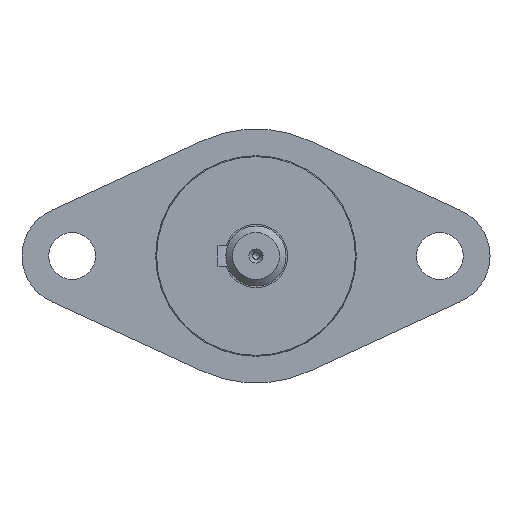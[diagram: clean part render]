
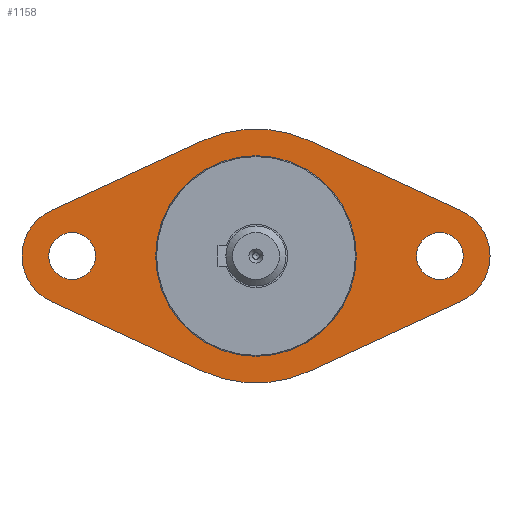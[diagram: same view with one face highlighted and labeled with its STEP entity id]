
A CAD part, left-side view. The second image highlights one B-rep face of the part: STEP entity #1158.
In plain terms, the highlighted planar face has unit normal (-1, 0, 0).
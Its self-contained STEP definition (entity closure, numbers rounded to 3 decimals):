
#747=CARTESIAN_POINT('',(-91.9,-27.5,-3.5));
#748=VERTEX_POINT('',#747);
#749=CARTESIAN_POINT('',(-91.9,-27.5,0.));
#750=DIRECTION('',(1.0,0.0,0.0));
#751=DIRECTION('',(0.0,0.0,1.0));
#752=AXIS2_PLACEMENT_3D('',#749,#750,#751);
#753=CIRCLE('',#752,3.5);
#754=EDGE_CURVE('',#748,#748,#753,.T.);
#775=CARTESIAN_POINT('',(-91.9,27.5,-3.5));
#776=VERTEX_POINT('',#775);
#777=CARTESIAN_POINT('',(-91.9,27.5,0.));
#778=DIRECTION('',(1.0,0.0,0.0));
#779=DIRECTION('',(0.0,0.0,1.0));
#780=AXIS2_PLACEMENT_3D('',#777,#778,#779);
#781=CIRCLE('',#780,3.5);
#782=EDGE_CURVE('',#776,#776,#781,.T.);
#814=CARTESIAN_POINT('',(-91.9,-30.636,6.813));
#815=VERTEX_POINT('',#814);
#822=CARTESIAN_POINT('',(-91.9,-30.636,-6.813));
#823=VERTEX_POINT('',#822);
#824=CARTESIAN_POINT('',(-91.9,-27.5,0.));
#825=DIRECTION('',(-1.0,0.,0.));
#826=DIRECTION('',(0.,-0.418,0.908));
#827=AXIS2_PLACEMENT_3D('',#824,#825,#826);
#828=CIRCLE('',#827,7.5);
#829=EDGE_CURVE('',#823,#815,#828,.T.);
#854=CARTESIAN_POINT('',(-91.9,-7.945,-17.259));
#855=VERTEX_POINT('',#854);
#856=CARTESIAN_POINT('',(-91.9,-7.945,-17.259));
#857=DIRECTION('',(0.0,-0.908,0.418));
#858=VECTOR('',#857,24.98);
#859=LINE('',#856,#858);
#860=EDGE_CURVE('',#855,#823,#859,.T.);
#886=CARTESIAN_POINT('',(-91.9,7.945,-17.259));
#887=VERTEX_POINT('',#886);
#888=CARTESIAN_POINT('',(-91.9,0.,0.));
#889=DIRECTION('',(-1.,0.,0.));
#890=DIRECTION('',(0.,-0.418,-0.908));
#891=AXIS2_PLACEMENT_3D('',#888,#889,#890);
#892=CIRCLE('',#891,19.);
#893=EDGE_CURVE('',#887,#855,#892,.T.);
#918=CARTESIAN_POINT('',(-91.9,30.636,-6.813));
#919=VERTEX_POINT('',#918);
#920=CARTESIAN_POINT('',(-91.9,30.636,-6.813));
#921=DIRECTION('',(0.,-0.908,-0.418));
#922=VECTOR('',#921,24.98);
#923=LINE('',#920,#922);
#924=EDGE_CURVE('',#919,#887,#923,.T.);
#950=CARTESIAN_POINT('',(-91.9,30.636,6.813));
#951=VERTEX_POINT('',#950);
#952=CARTESIAN_POINT('',(-91.9,27.5,0.));
#953=DIRECTION('',(-1.0,0.,0.));
#954=DIRECTION('',(0.,0.418,-0.908));
#955=AXIS2_PLACEMENT_3D('',#952,#953,#954);
#956=CIRCLE('',#955,7.5);
#957=EDGE_CURVE('',#951,#919,#956,.T.);
#982=CARTESIAN_POINT('',(-91.9,7.945,17.259));
#983=VERTEX_POINT('',#982);
#984=CARTESIAN_POINT('',(-91.9,7.945,17.259));
#985=DIRECTION('',(0.,0.908,-0.418));
#986=VECTOR('',#985,24.98);
#987=LINE('',#984,#986);
#988=EDGE_CURVE('',#983,#951,#987,.T.);
#1014=CARTESIAN_POINT('',(-91.9,-7.945,17.259));
#1015=VERTEX_POINT('',#1014);
#1016=CARTESIAN_POINT('',(-91.9,0.,0.));
#1017=DIRECTION('',(-1.,0.,0.));
#1018=DIRECTION('',(0.,0.418,0.908));
#1019=AXIS2_PLACEMENT_3D('',#1016,#1017,#1018);
#1020=CIRCLE('',#1019,19.);
#1021=EDGE_CURVE('',#1015,#983,#1020,.T.);
#1044=CARTESIAN_POINT('',(-91.9,-30.636,6.813));
#1045=DIRECTION('',(0.0,0.908,0.418));
#1046=VECTOR('',#1045,24.98);
#1047=LINE('',#1044,#1046);
#1048=EDGE_CURVE('',#815,#1015,#1047,.T.);
#1119=CARTESIAN_POINT('',(-91.9,15.,0.));
#1120=VERTEX_POINT('',#1119);
#1121=CARTESIAN_POINT('',(-91.9,0.,0.));
#1122=DIRECTION('',(1.0,0.0,0.0));
#1123=DIRECTION('',(0.0,1.0,0.0));
#1124=AXIS2_PLACEMENT_3D('',#1121,#1122,#1123);
#1125=CIRCLE('',#1124,15.);
#1126=EDGE_CURVE('',#1120,#1120,#1125,.T.);
#1134=CARTESIAN_POINT('',(-91.9,25.,0.));
#1135=DIRECTION('',(-1.0,0.0,0.0));
#1136=DIRECTION('',(0.0,0.0,1.0));
#1137=AXIS2_PLACEMENT_3D('',#1134,#1135,#1136);
#1138=PLANE('',#1137);
#1139=ORIENTED_EDGE('',*,*,#957,.T.);
#1140=ORIENTED_EDGE('',*,*,#924,.T.);
#1141=ORIENTED_EDGE('',*,*,#893,.T.);
#1142=ORIENTED_EDGE('',*,*,#860,.T.);
#1143=ORIENTED_EDGE('',*,*,#829,.T.);
#1144=ORIENTED_EDGE('',*,*,#1048,.T.);
#1145=ORIENTED_EDGE('',*,*,#1021,.T.);
#1146=ORIENTED_EDGE('',*,*,#988,.T.);
#1147=EDGE_LOOP('',(#1139,#1140,#1141,#1142,#1143,#1144,#1145,#1146));
#1148=FACE_OUTER_BOUND('',#1147,.T.);
#1149=ORIENTED_EDGE('',*,*,#754,.T.);
#1150=EDGE_LOOP('',(#1149));
#1151=FACE_BOUND('',#1150,.T.);
#1152=ORIENTED_EDGE('',*,*,#782,.T.);
#1153=EDGE_LOOP('',(#1152));
#1154=FACE_BOUND('',#1153,.T.);
#1155=ORIENTED_EDGE('',*,*,#1126,.T.);
#1156=EDGE_LOOP('',(#1155));
#1157=FACE_BOUND('',#1156,.T.);
#1158=ADVANCED_FACE('',(#1148,#1151,#1154,#1157),#1138,.T.);
